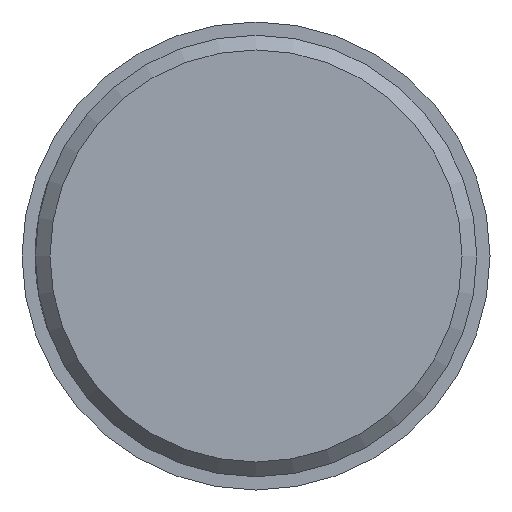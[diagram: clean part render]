
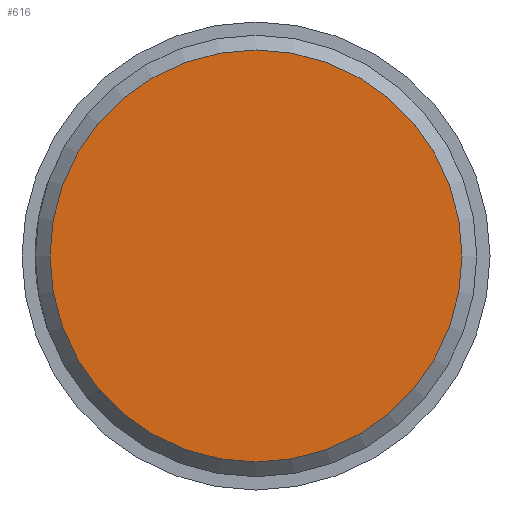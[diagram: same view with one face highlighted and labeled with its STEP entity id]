
A CAD part, front view. The second image highlights one B-rep face of the part: STEP entity #616.
In plain terms, the highlighted planar face has unit normal (0, -1, 0).
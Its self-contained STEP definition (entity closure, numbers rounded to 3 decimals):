
#52 = AXIS2_PLACEMENT_3D ( 'NONE', #106, #511, #751 ) ;
#106 = CARTESIAN_POINT ( 'NONE',  ( -7.5, -59.5, 0. ) ) ;
#140 = ORIENTED_EDGE ( 'NONE', *, *, #536, .T. ) ;
#290 = PLANE ( 'NONE',  #52 ) ;
#326 = CARTESIAN_POINT ( 'NONE',  ( 0., -59.5, 0. ) ) ;
#346 = AXIS2_PLACEMENT_3D ( 'NONE', #326, #737, #497 ) ;
#402 = FACE_OUTER_BOUND ( 'NONE', #454, .T. ) ;
#435 = CARTESIAN_POINT ( 'NONE',  ( -7., -59.5, 0. ) ) ;
#454 = EDGE_LOOP ( 'NONE', ( #140 ) ) ;
#497 = DIRECTION ( 'NONE',  ( -1., 0., 0. ) ) ;
#511 = DIRECTION ( 'NONE',  ( 0., 1., 0. ) ) ;
#536 = EDGE_CURVE ( 'NONE', #558, #558, #667, .T. ) ;
#558 = VERTEX_POINT ( 'NONE', #435 ) ;
#616 = ADVANCED_FACE ( 'NONE', ( #402 ), #290, .F. ) ;
#667 = CIRCLE ( 'NONE', #346, 7. ) ;
#737 = DIRECTION ( 'NONE',  ( 0., -1., 0. ) ) ;
#751 = DIRECTION ( 'NONE',  ( -1., 0., 0. ) ) ;
